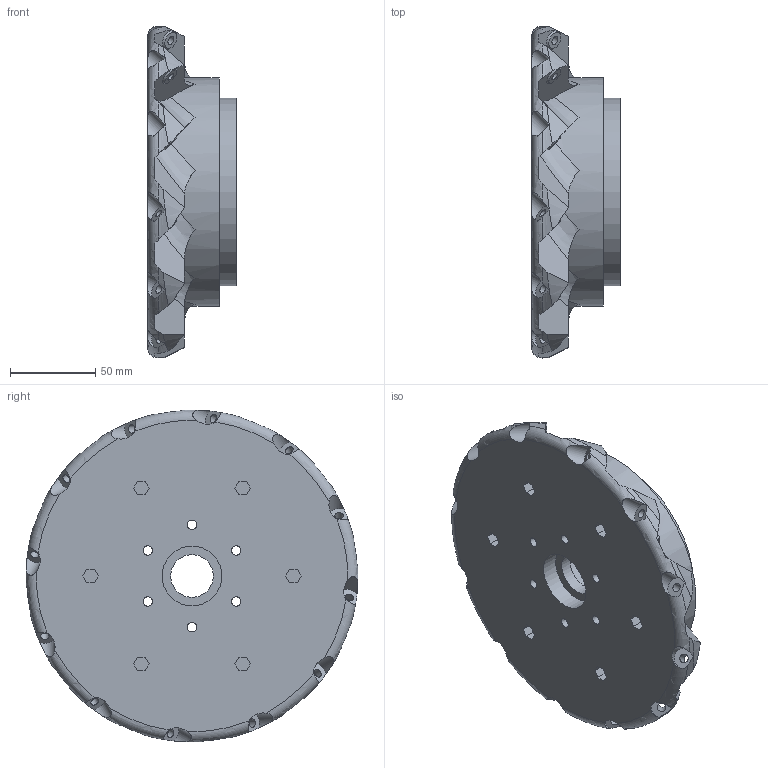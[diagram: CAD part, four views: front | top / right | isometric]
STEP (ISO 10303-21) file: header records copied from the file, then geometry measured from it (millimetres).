
FILE_DESCRIPTION(/* description */ (''),/* implementation_level */ '2;1');
FILE_NAME(/* name */ 'omniWheel2_B_MIR.stp',/* time_stamp */ '2019-06-12T09:47:35+02:00',/* author */ ('ahoel'),/* organization */ (''),/* preprocessor_version */ 'ST-DEVELOPER v17',/* originating_system */ 'Autodesk Inventor 2019',/* authorisation */ '');
FILE_SCHEMA (('AUTOMOTIVE_DESIGN { 1 0 10303 214 3 1 1 }'));
Length unit declared in the file: millimetre
Products named in the file (1): omniWheel2_B_MIR
Bounding box: 51.83 x 194.77 x 194.77 mm (x, y, z)
Volume: 564637 mm3; surface area: 104722.9 mm2
Topology: 1 solids, 1 shells, 214 faces, 617 edges, 420 vertices
Faces by surface type: plane 113, cylinder 65, cone 12, torus 12, bspline 12
Full cylindrical faces by diameter (mm): 5 x12, 5.5 x12, 25 x1, 35 x1, 100 x1, 110 x1, 134 x1
Entity records: 8364 total; most frequent: CARTESIAN_POINT 2416, ORIENTED_EDGE 1234, DIRECTION 1191, EDGE_CURVE 617, AXIS2_PLACEMENT_3D 491, VERTEX_POINT 420, EDGE_LOOP 267, FACE_OUTER_BOUND 214
